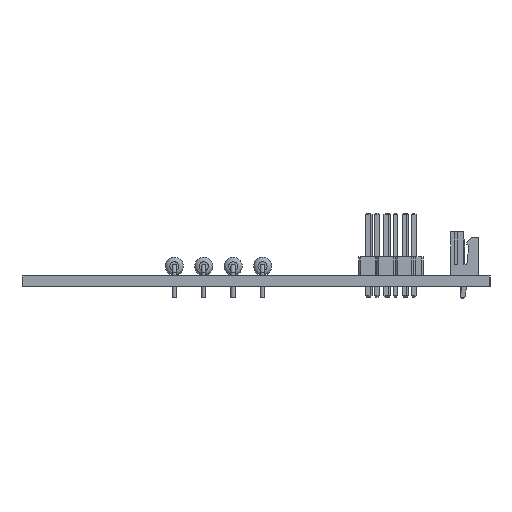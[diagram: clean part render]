
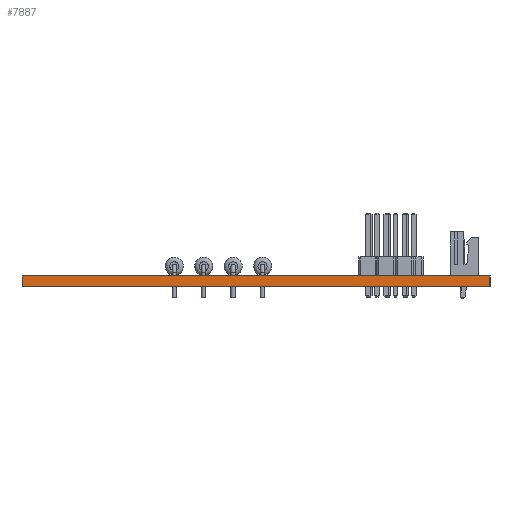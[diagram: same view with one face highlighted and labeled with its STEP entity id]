
A CAD part, left-side view. The second image highlights one B-rep face of the part: STEP entity #7887.
In plain terms, the highlighted planar face has unit normal (-1, 0, 0).
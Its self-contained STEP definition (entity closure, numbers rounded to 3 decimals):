
#7831 = VERTEX_POINT('',#7832);
#7832 = CARTESIAN_POINT('',(59.5,-134.5,1.51));
#7838 = EDGE_CURVE('',#7839,#7831,#7841,.T.);
#7839 = VERTEX_POINT('',#7840);
#7840 = CARTESIAN_POINT('',(59.5,-134.5,0.));
#7841 = LINE('',#7842,#7843);
#7842 = CARTESIAN_POINT('',(59.5,-134.5,0.));
#7843 = VECTOR('',#7844,1.);
#7844 = DIRECTION('',(0.,0.,1.));
#7887 = ADVANCED_FACE('',(#7888),#7913,.T.);
#7888 = FACE_BOUND('',#7889,.T.);
#7889 = EDGE_LOOP('',(#7890,#7891,#7899,#7907));
#7890 = ORIENTED_EDGE('',*,*,#7838,.T.);
#7891 = ORIENTED_EDGE('',*,*,#7892,.T.);
#7892 = EDGE_CURVE('',#7831,#7893,#7895,.T.);
#7893 = VERTEX_POINT('',#7894);
#7894 = CARTESIAN_POINT('',(59.5,-70.,1.51));
#7895 = LINE('',#7896,#7897);
#7896 = CARTESIAN_POINT('',(59.5,-134.5,1.51));
#7897 = VECTOR('',#7898,1.);
#7898 = DIRECTION('',(0.,1.,0.));
#7899 = ORIENTED_EDGE('',*,*,#7900,.F.);
#7900 = EDGE_CURVE('',#7901,#7893,#7903,.T.);
#7901 = VERTEX_POINT('',#7902);
#7902 = CARTESIAN_POINT('',(59.5,-70.,0.));
#7903 = LINE('',#7904,#7905);
#7904 = CARTESIAN_POINT('',(59.5,-70.,0.));
#7905 = VECTOR('',#7906,1.);
#7906 = DIRECTION('',(0.,0.,1.));
#7907 = ORIENTED_EDGE('',*,*,#7908,.F.);
#7908 = EDGE_CURVE('',#7839,#7901,#7909,.T.);
#7909 = LINE('',#7910,#7911);
#7910 = CARTESIAN_POINT('',(59.5,-134.5,0.));
#7911 = VECTOR('',#7912,1.);
#7912 = DIRECTION('',(0.,1.,0.));
#7913 = PLANE('',#7914);
#7914 = AXIS2_PLACEMENT_3D('',#7915,#7916,#7917);
#7915 = CARTESIAN_POINT('',(59.5,-134.5,0.));
#7916 = DIRECTION('',(-1.,0.,0.));
#7917 = DIRECTION('',(0.,1.,0.));
